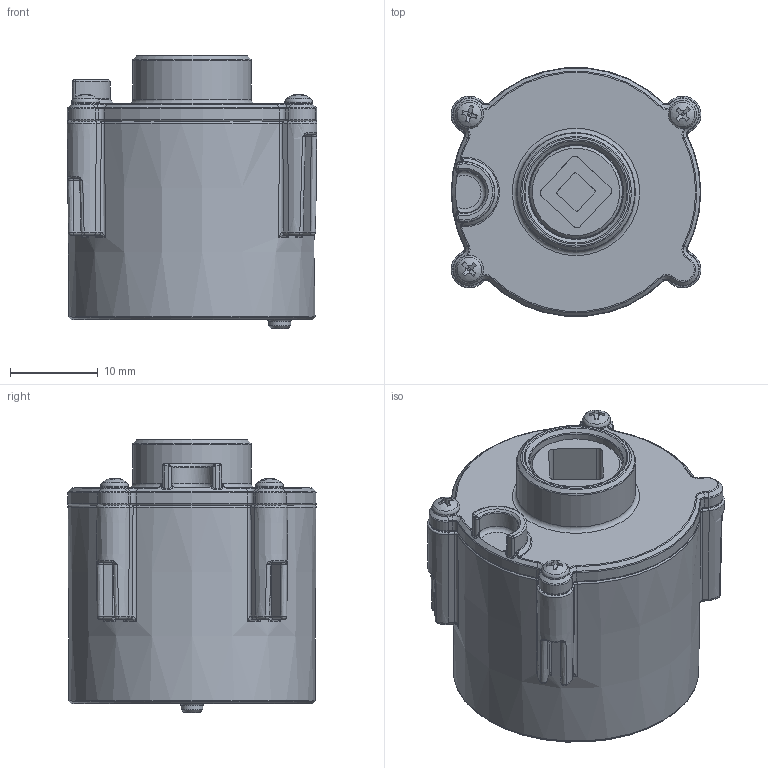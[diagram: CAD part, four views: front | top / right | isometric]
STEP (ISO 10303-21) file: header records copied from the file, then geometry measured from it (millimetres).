
FILE_DESCRIPTION(/* description */ (''),/* implementation_level */ '2;1');
FILE_NAME(/* name */ '400cart.stp',/* time_stamp */ '2021-02-19T21:51:11-05:00',/* author */ ('Brandt'),/* organization */ (''),/* preprocessor_version */ 'ST-DEVELOPER v16.5',/* originating_system */ 'Autodesk Inventor 2017',/* authorisation */ '');
FILE_SCHEMA (('AUTOMOTIVE_DESIGN { 1 0 10303 214 3 1 1 }'));
Length unit declared in the file: millimetre
Products named in the file (9): 400cart; 276-4840-061 Rev7_Ring_Gear_Fixed01 .6 Rev3; 276-4840-059 Rev2; 276-4840-062 Rev1; ShaftSide-01-01; mId-01; Shsft; gear_config-02; gear sleeve
Assembly tree (24 placements, depth 2):
  400cart
    276-4840-061 Rev7_Ring_Gear_Fixed01 .6 Rev3
    276-4840-059 Rev2
    276-4840-062 Rev1  x3
    Shsft  x8
    gear_config-02  x8
    ShaftSide-01-01
    mId-01
    gear sleeve
Bounding box: 28.45 x 28.29 x 31.1 mm (x, y, z)
Volume: 12202.3 mm3; surface area: 15295.3 mm2
Topology: 24 solids, 24 shells, 2362 faces, 6455 edges, 4160 vertices
Faces by surface type: cylinder 1488, plane 498, torus 148, bspline 142, cone 67, sphere 19
Full cylindrical faces by diameter (mm): 1.25 x3, 1.5 x2, 1.8 x6, 2.362 x8, 2.413 x8, 2.5 x9, 2.515 x8, 3.937 x16, 10.55 x1, 10.7 x1, 13.5 x1, 22.987 x1, 23 x1, 24.3 x1, 26 x1, 26.3 x1
Entity records: 50698 total; most frequent: CARTESIAN_POINT 17072, DIRECTION 7382, ORIENTED_EDGE 6804, EDGE_CURVE 3402, AXIS2_PLACEMENT_3D 3039, VERTEX_POINT 2212, CIRCLE 1771, EDGE_LOOP 1444
